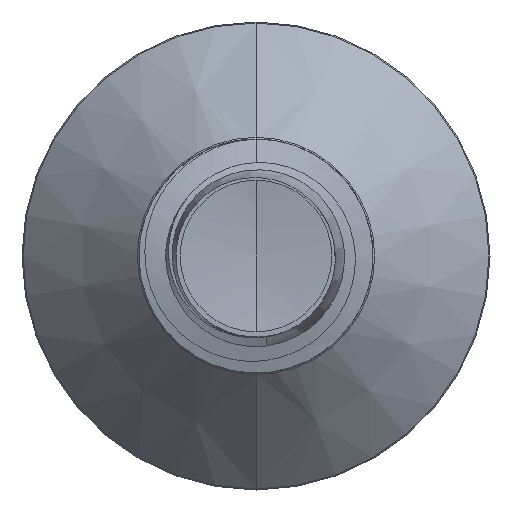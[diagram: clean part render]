
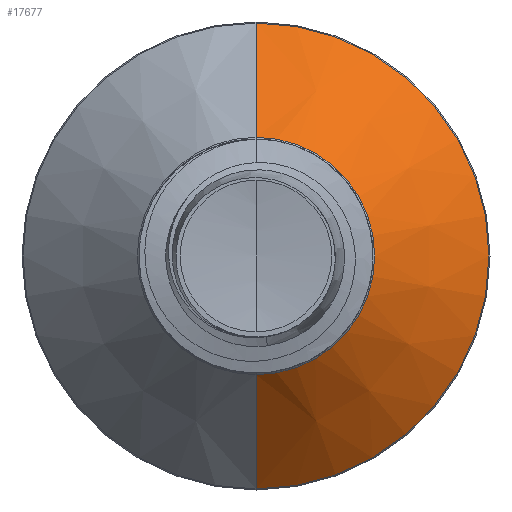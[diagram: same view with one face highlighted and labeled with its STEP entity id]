
A CAD part, front view. The second image highlights one B-rep face of the part: STEP entity #17677.
In plain terms, the highlighted conical face has half-angle 45 degrees and reference radius 1.522 mm.
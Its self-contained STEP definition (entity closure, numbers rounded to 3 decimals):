
#771 = DIRECTION ( 'NONE',  ( 0., 0., 1. ) ) ;
#1752 = AXIS2_PLACEMENT_3D ( 'NONE', #14386, #14358, #14350 ) ;
#3783 = EDGE_CURVE ( 'NONE', #19153, #19491, #11820, .T. ) ;
#3864 = VERTEX_POINT ( 'NONE', #14279 ) ;
#4045 = EDGE_CURVE ( 'NONE', #19153, #17010, #15272, .T. ) ;
#5039 = CIRCLE ( 'NONE', #21911, 2.987 ) ;
#5438 = ORIENTED_EDGE ( 'NONE', *, *, #3783, .T. ) ;
#5511 = CARTESIAN_POINT ( 'NONE',  ( 0., 6.472, -1.522 ) ) ;
#5626 = LINE ( 'NONE', #5511, #9312 ) ;
#6335 = ORIENTED_EDGE ( 'NONE', *, *, #17985, .F. ) ;
#7675 = EDGE_LOOP ( 'NONE', ( #5438, #17596, #6335, #9482 ) ) ;
#8052 = CARTESIAN_POINT ( 'NONE',  ( 0., 6.472, 1.522 ) ) ;
#8977 = CARTESIAN_POINT ( 'NONE',  ( 0., 7.937, 2.987 ) ) ;
#9312 = VECTOR ( 'NONE', #14254, 1000. ) ;
#9482 = ORIENTED_EDGE ( 'NONE', *, *, #4045, .F. ) ;
#10057 = CARTESIAN_POINT ( 'NONE',  ( 0., 7.937, 0. ) ) ;
#10743 = VECTOR ( 'NONE', #13725, 1000. ) ;
#11566 = DIRECTION ( 'NONE',  ( 0., 1., 0. ) ) ;
#11785 = DIRECTION ( 'NONE',  ( 0., 0., 1. ) ) ;
#11820 = CIRCLE ( 'NONE', #1752, 1.522 ) ;
#12542 = EDGE_CURVE ( 'NONE', #19491, #3864, #5626, .T. ) ;
#13725 = DIRECTION ( 'NONE',  ( 0., 0.707, 0.707 ) ) ;
#13745 = CARTESIAN_POINT ( 'NONE',  ( 0., 6.472, 1.522 ) ) ;
#14254 = DIRECTION ( 'NONE',  ( 0., 0.707, -0.707 ) ) ;
#14279 = CARTESIAN_POINT ( 'NONE',  ( 0., 7.937, -2.987 ) ) ;
#14350 = DIRECTION ( 'NONE',  ( 0., 0., 1. ) ) ;
#14358 = DIRECTION ( 'NONE',  ( 0., 1., 0. ) ) ;
#14386 = CARTESIAN_POINT ( 'NONE',  ( 0., 6.472, 0. ) ) ;
#14604 = AXIS2_PLACEMENT_3D ( 'NONE', #21140, #11566, #771 ) ;
#14925 = FACE_OUTER_BOUND ( 'NONE', #7675, .T. ) ;
#15272 = LINE ( 'NONE', #13745, #10743 ) ;
#17010 = VERTEX_POINT ( 'NONE', #8977 ) ;
#17596 = ORIENTED_EDGE ( 'NONE', *, *, #12542, .T. ) ;
#17677 = ADVANCED_FACE ( 'NONE', ( #14925 ), #18614, .T. ) ;
#17985 = EDGE_CURVE ( 'NONE', #17010, #3864, #5039, .T. ) ;
#18614 = CONICAL_SURFACE ( 'NONE', #14604, 1.522, 0.785 ) ;
#19153 = VERTEX_POINT ( 'NONE', #8052 ) ;
#19491 = VERTEX_POINT ( 'NONE', #21974 ) ;
#21140 = CARTESIAN_POINT ( 'NONE',  ( 0., 6.472, 0. ) ) ;
#21336 = DIRECTION ( 'NONE',  ( 0., 1., 0. ) ) ;
#21911 = AXIS2_PLACEMENT_3D ( 'NONE', #10057, #21336, #11785 ) ;
#21974 = CARTESIAN_POINT ( 'NONE',  ( 0., 6.472, -1.522 ) ) ;
